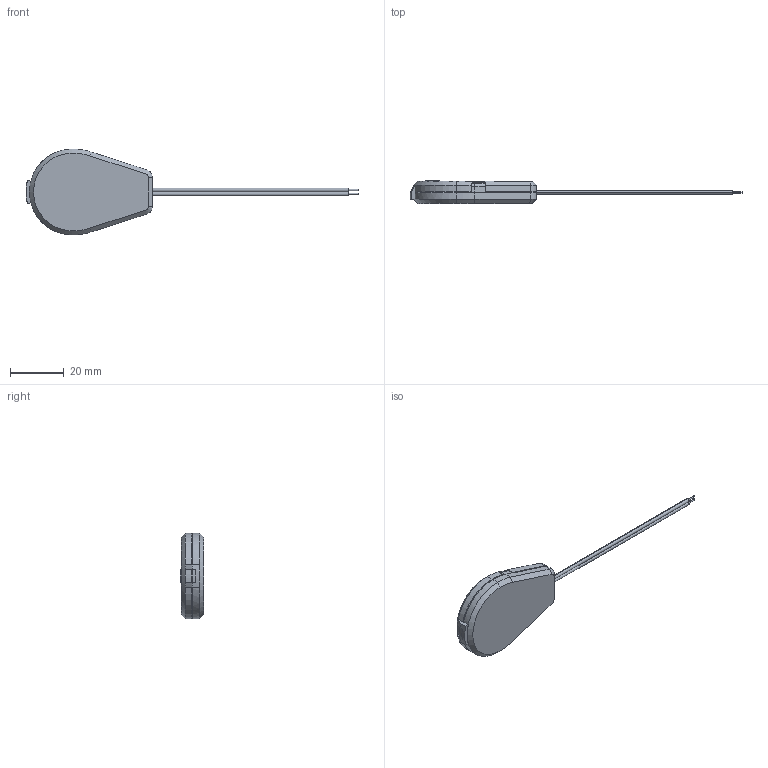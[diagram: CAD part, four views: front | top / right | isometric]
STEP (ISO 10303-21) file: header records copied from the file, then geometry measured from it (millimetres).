
FILE_DESCRIPTION (( 'STEP AP214' ), '1' );
FILE_NAME ('BQ2032-3.STEP', '2020-02-12T11:15:45', ( '' ), ( '' ), 'SwSTEP 2.0', 'SolidWorks 2017', '' );
FILE_SCHEMA (( 'AUTOMOTIVE_DESIGN' ));
Length unit declared in the file: millimetre
Products named in the file (1): BQ2032-3
Bounding box: 123.04 x 8.56 x 31.8 mm (x, y, z)
Volume: 9194.4 mm3; surface area: 7091.2 mm2
Topology: 8 solids, 8 shells, 165 faces, 399 edges, 250 vertices
Faces by surface type: cylinder 69, plane 64, torus 20, cone 12
Entity records: 5003 total; most frequent: CARTESIAN_POINT 927, DIRECTION 888, ORIENTED_EDGE 798, EDGE_CURVE 399, AXIS2_PLACEMENT_3D 347, VERTEX_POINT 250, VECTOR 194, LINE 194
